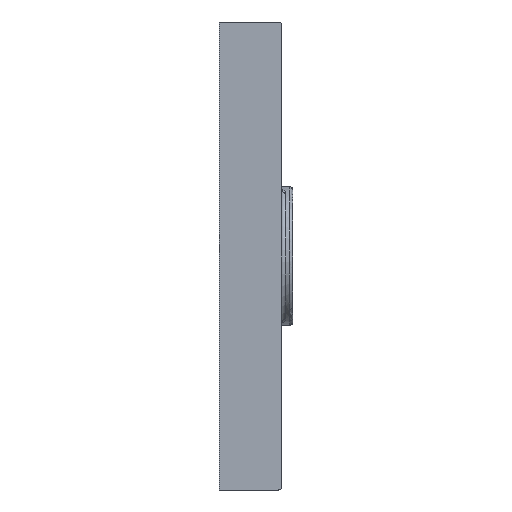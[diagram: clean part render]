
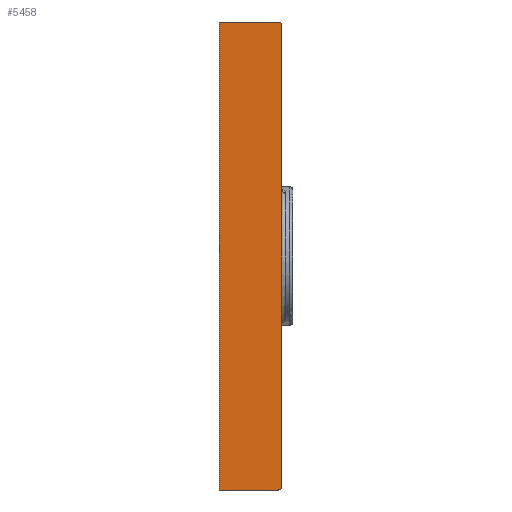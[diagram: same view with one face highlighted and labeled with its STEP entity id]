
A CAD part, front view. The second image highlights one B-rep face of the part: STEP entity #5458.
In plain terms, the highlighted planar face has unit normal (0, -1, 0).
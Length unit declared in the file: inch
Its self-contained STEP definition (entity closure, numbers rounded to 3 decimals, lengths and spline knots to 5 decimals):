
#328 = EDGE_CURVE ( 'NONE', #1968, #3819, #2050, .T. ) ;
#419 = ORIENTED_EDGE ( 'NONE', *, *, #6705, .F. ) ;
#563 = VECTOR ( 'NONE', #6295, 39.37008 ) ;
#1095 = FACE_OUTER_BOUND ( 'NONE', #1611, .T. ) ;
#1102 = DIRECTION ( 'NONE',  ( 0., -1., 0. ) ) ;
#1213 = PLANE ( 'NONE',  #2761 ) ;
#1611 = EDGE_LOOP ( 'NONE', ( #419, #6150, #7306, #4937, #4777, #6679 ) ) ;
#1818 = CARTESIAN_POINT ( 'NONE',  ( 5.4425, -6.09375, 2. ) ) ;
#1911 = DIRECTION ( 'NONE',  ( 0., 0., -1. ) ) ;
#1968 = VERTEX_POINT ( 'NONE', #2385 ) ;
#1971 = VERTEX_POINT ( 'NONE', #3652 ) ;
#1984 = DIRECTION ( 'NONE',  ( 0., 0., 1. ) ) ;
#2050 = LINE ( 'NONE', #4549, #563 ) ;
#2284 = VERTEX_POINT ( 'NONE', #6256 ) ;
#2336 = VECTOR ( 'NONE', #1911, 39.37008 ) ;
#2374 = DIRECTION ( 'NONE',  ( 0., 1., 0. ) ) ;
#2385 = CARTESIAN_POINT ( 'NONE',  ( 5.31825, -6.09375, 2. ) ) ;
#2394 = AXIS2_PLACEMENT_3D ( 'NONE', #5523, #1102, #6097 ) ;
#2512 = DIRECTION ( 'NONE',  ( 0., -1., 0. ) ) ;
#2573 = VERTEX_POINT ( 'NONE', #6664 ) ;
#2759 = CARTESIAN_POINT ( 'NONE',  ( 4.8125, -6.09375, 2. ) ) ;
#2761 = AXIS2_PLACEMENT_3D ( 'NONE', #1818, #2374, #6367 ) ;
#2838 = EDGE_CURVE ( 'NONE', #2284, #1968, #3147, .T. ) ;
#2873 = CIRCLE ( 'NONE', #6523, 0.03125 ) ;
#3035 = CARTESIAN_POINT ( 'NONE',  ( 5.31825, -6.09375, -2. ) ) ;
#3147 = CIRCLE ( 'NONE', #2394, 0.03125 ) ;
#3257 = CARTESIAN_POINT ( 'NONE',  ( 5.4425, -6.09375, -2. ) ) ;
#3381 = LINE ( 'NONE', #3257, #3923 ) ;
#3517 = VECTOR ( 'NONE', #4319, 39.37008 ) ;
#3615 = EDGE_CURVE ( 'NONE', #6953, #1971, #2873, .T. ) ;
#3652 = CARTESIAN_POINT ( 'NONE',  ( 5.3495, -6.09375, -1.96875 ) ) ;
#3819 = VERTEX_POINT ( 'NONE', #2759 ) ;
#3923 = VECTOR ( 'NONE', #6663, 39.37008 ) ;
#4319 = DIRECTION ( 'NONE',  ( 0., 0., -1. ) ) ;
#4549 = CARTESIAN_POINT ( 'NONE',  ( 5.4425, -6.09375, 2. ) ) ;
#4777 = ORIENTED_EDGE ( 'NONE', *, *, #328, .T. ) ;
#4864 = CARTESIAN_POINT ( 'NONE',  ( 4.8125, -6.09375, 2. ) ) ;
#4937 = ORIENTED_EDGE ( 'NONE', *, *, #2838, .T. ) ;
#5336 = LINE ( 'NONE', #6503, #2336 ) ;
#5458 = ADVANCED_FACE ( 'NONE', ( #1095 ), #1213, .F. ) ;
#5482 = EDGE_CURVE ( 'NONE', #2284, #1971, #5336, .T. ) ;
#5523 = CARTESIAN_POINT ( 'NONE',  ( 5.31825, -6.09375, 1.96875 ) ) ;
#6097 = DIRECTION ( 'NONE',  ( 0., 0., 1. ) ) ;
#6150 = ORIENTED_EDGE ( 'NONE', *, *, #3615, .T. ) ;
#6256 = CARTESIAN_POINT ( 'NONE',  ( 5.3495, -6.09375, 1.96875 ) ) ;
#6295 = DIRECTION ( 'NONE',  ( -1., 0., 0. ) ) ;
#6367 = DIRECTION ( 'NONE',  ( 0., 0., 1. ) ) ;
#6442 = LINE ( 'NONE', #4864, #3517 ) ;
#6503 = CARTESIAN_POINT ( 'NONE',  ( 5.3495, -6.09375, 2. ) ) ;
#6523 = AXIS2_PLACEMENT_3D ( 'NONE', #7019, #2512, #1984 ) ;
#6663 = DIRECTION ( 'NONE',  ( -1., 0., 0. ) ) ;
#6664 = CARTESIAN_POINT ( 'NONE',  ( 4.8125, -6.09375, -2. ) ) ;
#6679 = ORIENTED_EDGE ( 'NONE', *, *, #7144, .T. ) ;
#6705 = EDGE_CURVE ( 'NONE', #6953, #2573, #3381, .T. ) ;
#6953 = VERTEX_POINT ( 'NONE', #3035 ) ;
#7019 = CARTESIAN_POINT ( 'NONE',  ( 5.31825, -6.09375, -1.96875 ) ) ;
#7144 = EDGE_CURVE ( 'NONE', #3819, #2573, #6442, .T. ) ;
#7306 = ORIENTED_EDGE ( 'NONE', *, *, #5482, .F. ) ;
